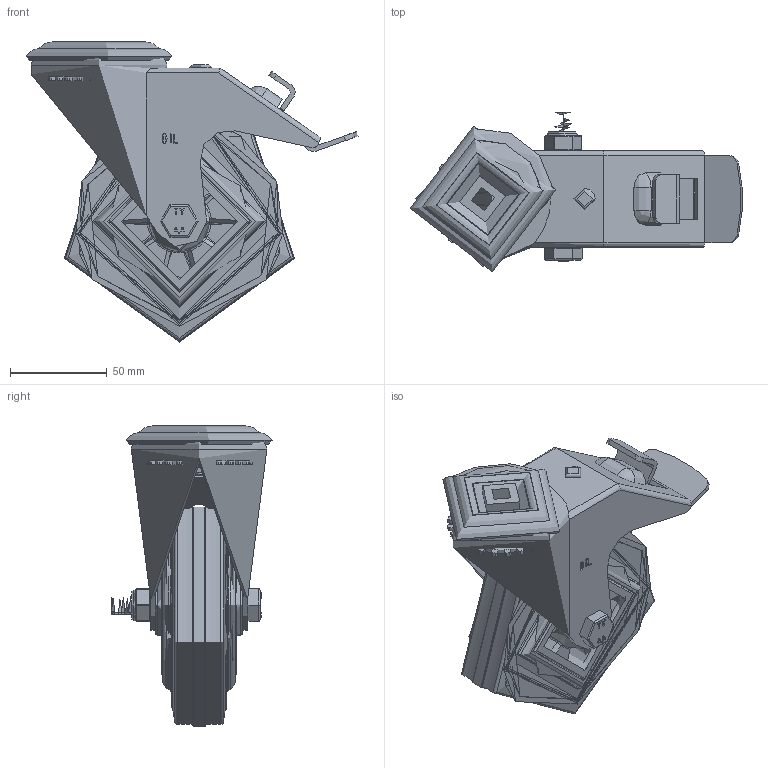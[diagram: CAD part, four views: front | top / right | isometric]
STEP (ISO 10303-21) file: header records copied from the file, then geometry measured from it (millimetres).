
FILE_DESCRIPTION(/* description */ (''),/* implementation_level */ '2;1');
FILE_NAME(/* name */ 'BZMM125GRBH12SWB.step',/* time_stamp */ '2024-09-25T14:29:51+01:00',/* author */ (''),/* organization */ (''),/* preprocessor_version */ 'ST-DEVELOPER v20',/* originating_system */ 'Autodesk Translation Framework v13.20.0.188',/* authorisation */ '');
FILE_SCHEMA (('AUTOMOTIVE_DESIGN { 1 0 10303 214 3 1 1 }'));
Length unit declared in the file: millimetre
Products named in the file (20): BZMM125GRBH12SWB; BZMM125ASBH12SWB v1; ZINC PLATED, PRESSED STEEL HEAD; ZINC PLATED, PRESSED STEEL FORKS; ZINC PLATED, PRESSED STEEL BRAKE PEDAL; BRAKE PAD; BRAKE PAD Geometry; BOLT; NUT; BZMM125WGR v1; RUBBER TYRE; POLYPROPYLENE RIM; TUBEM15X45 v1; ZINC PLATED, STEEL TUBE; HEXBOLTM10X70Z8.8 v2; GRADE 8.8 THREADED ZINC PLATED BOLT; NYLOCM10Z v1; NYLOC NUT; RUBBER; NUT (1)
Assembly tree (19 placements, depth 4):
  BZMM125GRBH12SWB
    BZMM125ASBH12SWB v1
      ZINC PLATED, PRESSED STEEL HEAD
      ZINC PLATED, PRESSED STEEL FORKS
      ZINC PLATED, PRESSED STEEL BRAKE PEDAL
      BRAKE PAD
        BRAKE PAD Geometry
        BOLT
        NUT
    BZMM125WGR v1
      RUBBER TYRE
      POLYPROPYLENE RIM
    TUBEM15X45 v1
      ZINC PLATED, STEEL TUBE
    HEXBOLTM10X70Z8.8 v2
      GRADE 8.8 THREADED ZINC PLATED BOLT
    NYLOCM10Z v1
      NYLOC NUT
        RUBBER
        NUT (1)
Bounding box: 171.46 x 82.67 x 155 mm (x, y, z)
Volume: 418249.6 mm3; surface area: 155018.6 mm2
Topology: 12 solids, 12 shells, 925 faces, 2340 edges, 1450 vertices
Faces by surface type: plane 314, bspline 219, cylinder 213, torus 82, sphere 56, cone 41
Full cylindrical faces by diameter (mm): 6 x4, 8.141 x18, 9 x2, 9.85 x19, 10 x3, 10.2 x3, 11 x1, 12 x2, 12.2 x1, 14.95 x1, 15.2 x1, 16 x2, 21.313 x1, 24 x3, 31 x2, 38 x1, 49.5 x1, 60 x2, 65 x1, 67.5 x2, 70 x1, 72 x1, 72.5 x4, 125 x1
Entity records: 70057 total; most frequent: CARTESIAN_POINT 48256, ORIENTED_EDGE 4640, DIRECTION 4185, EDGE_CURVE 2320, AXIS2_PLACEMENT_3D 1609, VERTEX_POINT 1449, EDGE_LOOP 989, LINE 967
